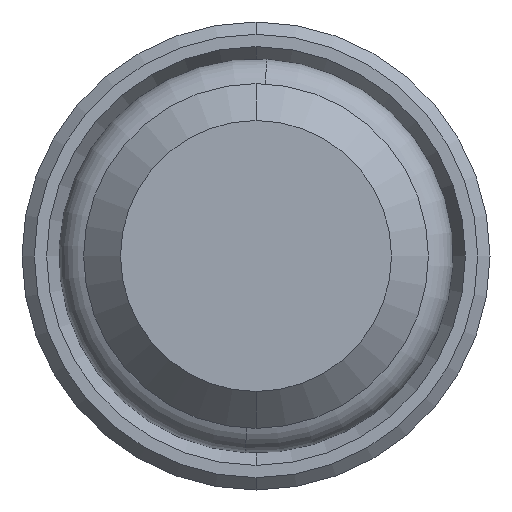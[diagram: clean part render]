
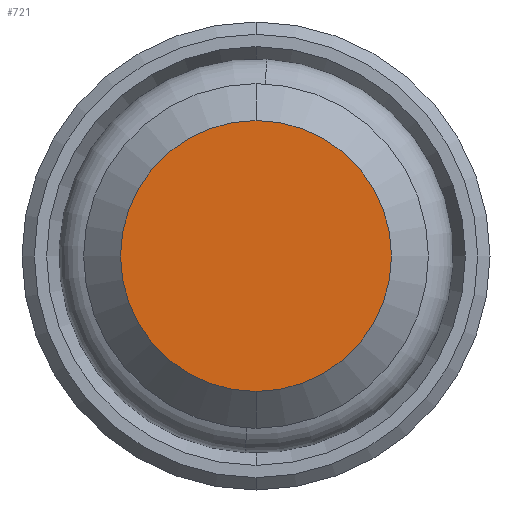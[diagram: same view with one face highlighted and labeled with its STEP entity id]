
A CAD part, front view. The second image highlights one B-rep face of the part: STEP entity #721.
In plain terms, the highlighted planar face has unit normal (0, -1, 0).
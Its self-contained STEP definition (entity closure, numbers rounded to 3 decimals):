
#19 = DIRECTION ( 'NONE',  ( 0., -1., 0. ) ) ;
#81 = CARTESIAN_POINT ( 'NONE',  ( 2.75, 0., 0. ) ) ;
#184 = AXIS2_PLACEMENT_3D ( 'NONE', #1596, #19, #842 ) ;
#249 = EDGE_CURVE ( 'NONE', #728, #1551, #304, .T. ) ;
#279 = ORIENTED_EDGE ( 'NONE', *, *, #544, .T. ) ;
#304 = CIRCLE ( 'NONE', #184, 2.75 ) ;
#376 = DIRECTION ( 'NONE',  ( 0., -1., 0. ) ) ;
#449 = AXIS2_PLACEMENT_3D ( 'NONE', #81, #501, #1216 ) ;
#501 = DIRECTION ( 'NONE',  ( 0., -1., 0. ) ) ;
#544 = EDGE_CURVE ( 'NONE', #1551, #728, #1371, .T. ) ;
#653 = CARTESIAN_POINT ( 'NONE',  ( 0., 0., 0. ) ) ;
#721 = ADVANCED_FACE ( 'NONE', ( #782 ), #1314, .T. ) ;
#728 = VERTEX_POINT ( 'NONE', #1185 ) ;
#776 = CARTESIAN_POINT ( 'NONE',  ( 0., 0., 2.75 ) ) ;
#782 = FACE_OUTER_BOUND ( 'NONE', #1779, .T. ) ;
#842 = DIRECTION ( 'NONE',  ( 0., 0., -1. ) ) ;
#1185 = CARTESIAN_POINT ( 'NONE',  ( 0., 0., -2.75 ) ) ;
#1216 = DIRECTION ( 'NONE',  ( 0., 0., -1. ) ) ;
#1314 = PLANE ( 'NONE',  #449 ) ;
#1371 = CIRCLE ( 'NONE', #1492, 2.75 ) ;
#1474 = ORIENTED_EDGE ( 'NONE', *, *, #249, .T. ) ;
#1492 = AXIS2_PLACEMENT_3D ( 'NONE', #653, #376, #1629 ) ;
#1551 = VERTEX_POINT ( 'NONE', #776 ) ;
#1596 = CARTESIAN_POINT ( 'NONE',  ( 0., 0., 0. ) ) ;
#1629 = DIRECTION ( 'NONE',  ( 0., 0., -1. ) ) ;
#1779 = EDGE_LOOP ( 'NONE', ( #279, #1474 ) ) ;
